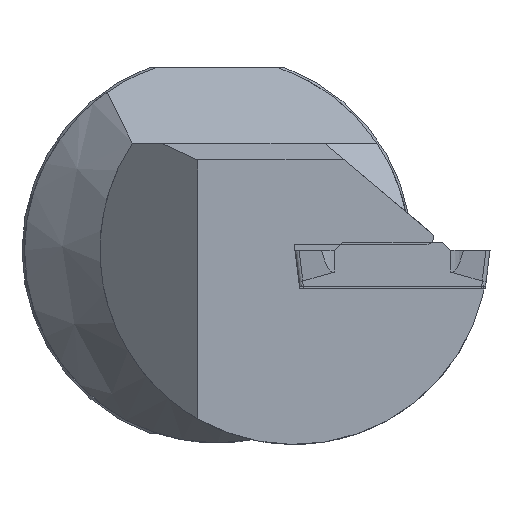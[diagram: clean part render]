
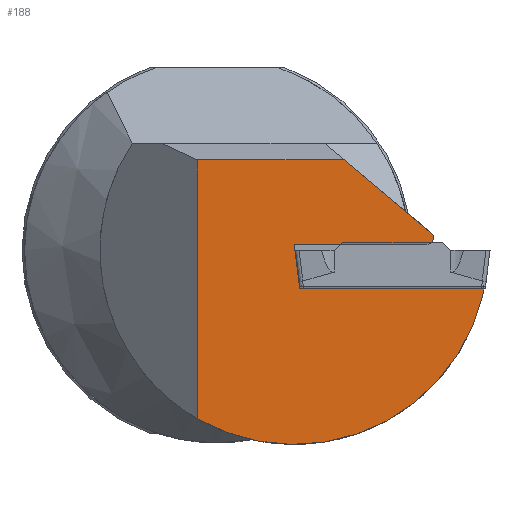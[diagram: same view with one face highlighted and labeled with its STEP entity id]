
A CAD part, left-side view. The second image highlights one B-rep face of the part: STEP entity #188.
In plain terms, the highlighted planar face has unit normal (-1, 0, 0).
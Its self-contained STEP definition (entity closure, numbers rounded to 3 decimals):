
#139=CIRCLE('',#1260,0.7);
#140=CIRCLE('',#1261,19.9);
#188=ADVANCED_FACE('',(#290),#235,.T.);
#235=PLANE('',#1262);
#290=FACE_OUTER_BOUND('',#353,.T.);
#353=EDGE_LOOP('',(#583,#584,#585,#586,#587,#588,#589,#590,#591));
#583=ORIENTED_EDGE('',*,*,#926,.T.);
#584=ORIENTED_EDGE('',*,*,#927,.T.);
#585=ORIENTED_EDGE('',*,*,#928,.T.);
#586=ORIENTED_EDGE('',*,*,#929,.T.);
#587=ORIENTED_EDGE('',*,*,#930,.F.);
#588=ORIENTED_EDGE('',*,*,#931,.T.);
#589=ORIENTED_EDGE('',*,*,#932,.T.);
#590=ORIENTED_EDGE('',*,*,#933,.T.);
#591=ORIENTED_EDGE('',*,*,#934,.T.);
#783=VERTEX_POINT('',#1917);
#784=VERTEX_POINT('',#1918);
#785=VERTEX_POINT('',#1920);
#786=VERTEX_POINT('',#1922);
#787=VERTEX_POINT('',#1924);
#788=VERTEX_POINT('',#1926);
#789=VERTEX_POINT('',#1928);
#790=VERTEX_POINT('',#1930);
#791=VERTEX_POINT('',#1932);
#926=EDGE_CURVE('',#783,#784,#1046,.T.);
#927=EDGE_CURVE('',#784,#785,#1047,.T.);
#928=EDGE_CURVE('',#785,#786,#139,.T.);
#929=EDGE_CURVE('',#786,#787,#1048,.T.);
#930=EDGE_CURVE('',#788,#787,#1049,.T.);
#931=EDGE_CURVE('',#788,#789,#1050,.T.);
#932=EDGE_CURVE('',#789,#790,#140,.T.);
#933=EDGE_CURVE('',#790,#791,#1051,.T.);
#934=EDGE_CURVE('',#791,#783,#1052,.T.);
#1046=LINE('',#1916,#1143);
#1047=LINE('',#1919,#1144);
#1048=LINE('',#1923,#1145);
#1049=LINE('',#1925,#1146);
#1050=LINE('',#1927,#1147);
#1051=LINE('',#1931,#1148);
#1052=LINE('',#1933,#1149);
#1143=VECTOR('',#1526,1.);
#1144=VECTOR('',#1527,1.);
#1145=VECTOR('',#1530,1.);
#1146=VECTOR('',#1531,1.);
#1147=VECTOR('',#1532,1.);
#1148=VECTOR('',#1535,1.);
#1149=VECTOR('',#1536,1.);
#1260=AXIS2_PLACEMENT_3D('',#1921,#1528,#1529);
#1261=AXIS2_PLACEMENT_3D('',#1929,#1533,#1534);
#1262=AXIS2_PLACEMENT_3D('',#1934,#1537,#1538);
#1526=DIRECTION('',(0.,0.122,0.993));
#1527=DIRECTION('',(0.,-1.,0.));
#1528=DIRECTION('',(-1.,0.,0.));
#1529=DIRECTION('',(0.,0.,1.));
#1530=DIRECTION('',(0.,0.766,0.643));
#1531=DIRECTION('',(0.,-1.,0.));
#1532=DIRECTION('',(0.,0.,-1.));
#1533=DIRECTION('',(-1.,0.,0.));
#1534=DIRECTION('',(0.,0.,1.));
#1535=DIRECTION('',(0.,-0.122,0.993));
#1536=DIRECTION('',(0.,1.,0.));
#1537=DIRECTION('',(-1.,0.,0.));
#1538=DIRECTION('',(0.,0.,1.));
#1916=CARTESIAN_POINT('',(0.3,-7.881,0.968));
#1917=CARTESIAN_POINT('',(0.3,-8.457,-3.725));
#1918=CARTESIAN_POINT('',(0.3,-7.923,0.625));
#1919=CARTESIAN_POINT('',(0.3,0.,0.625));
#1920=CARTESIAN_POINT('',(0.3,-21.523,0.625));
#1921=CARTESIAN_POINT('',(0.3,-21.523,1.325));
#1922=CARTESIAN_POINT('',(0.3,-22.14,1.656));
#1923=CARTESIAN_POINT('',(0.3,-9.963,11.873));
#1924=CARTESIAN_POINT('',(0.3,-13.06,9.275));
#1925=CARTESIAN_POINT('',(0.3,0.,9.275));
#1926=CARTESIAN_POINT('',(0.3,2.,9.275));
#1927=CARTESIAN_POINT('',(0.3,2.,471.611));
#1928=CARTESIAN_POINT('',(0.3,2.,-17.263));
#1929=CARTESIAN_POINT('',(0.3,-7.9,0.));
#1930=CARTESIAN_POINT('',(0.3,-27.28,-4.519));
#1931=CARTESIAN_POINT('',(0.3,-27.422,-3.367));
#1932=CARTESIAN_POINT('',(0.3,-27.378,-3.725));
#1933=CARTESIAN_POINT('',(0.3,0.,-3.725));
#1934=CARTESIAN_POINT('',(0.3,0.,0.));
